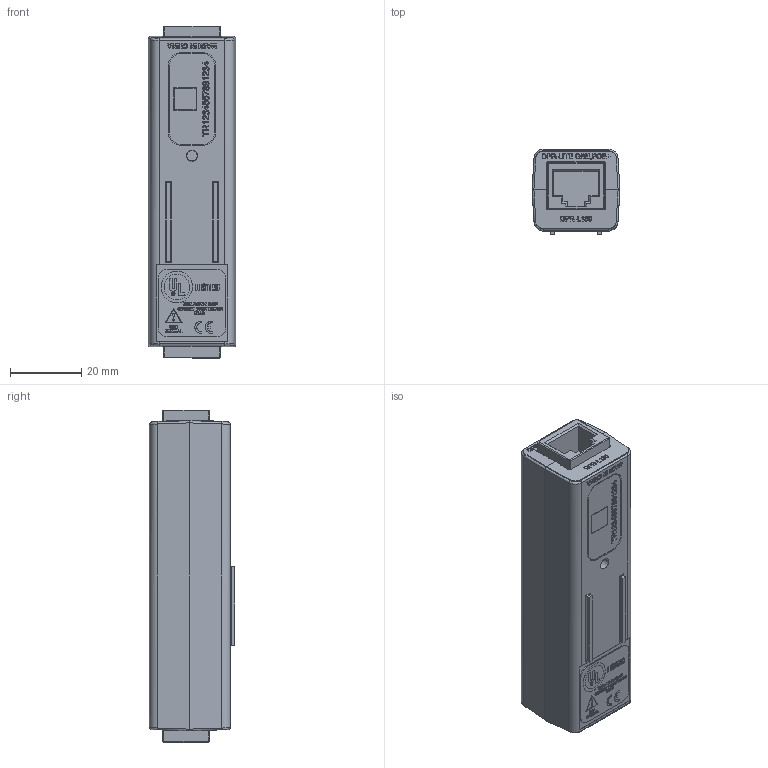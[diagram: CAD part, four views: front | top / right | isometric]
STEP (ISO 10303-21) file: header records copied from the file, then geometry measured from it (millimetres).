
FILE_DESCRIPTION (( 'STEP AP214' ), '1' );
FILE_NAME ('DPR-L130-E.STEP', '2019-01-28T19:32:25', ( '' ), ( '' ), 'SwSTEP 2.0', 'SolidWorks 2018', '' );
FILE_SCHEMA (( 'AUTOMOTIVE_DESIGN' ));
Length unit declared in the file: inch
Products named in the file (17): 2003-3164_Installed; 2200-687; 2003-4162; 2500-671; 2003-3164; 2002-340; DPR-L130-E; 2002-339; 2250-1142; 2003-1052-3
Assembly tree (9 placements, depth 3):
  2003-4162
  2500-671
  2003-3164
  2002-340
  DPR-L130-E
    2002-339
    2002-340
    2250-1142
      2200-687
      2500-671  x2
    2003-3164_Installed
    2003-4162
    2003-1052-3
Bounding box: 24.65 x 23.9 x 93.22 mm (x, y, z)
Volume: 22770.9 mm3; surface area: 26411.7 mm2
Topology: 12 solids, 12 shells, 4056 faces, 10678 edges, 7062 vertices
Faces by surface type: plane 2965, bspline 683, cylinder 375, cone 19, sphere 8, torus 6
Entity records: 187211 total; most frequent: CARTESIAN_POINT 59033, ORIENTED_EDGE 20624, DIRECTION 15796, EDGE_CURVE 10312, LINE 8012, VECTOR 8012, VERTEX_POINT 6838, EDGE_LOOP 4450
